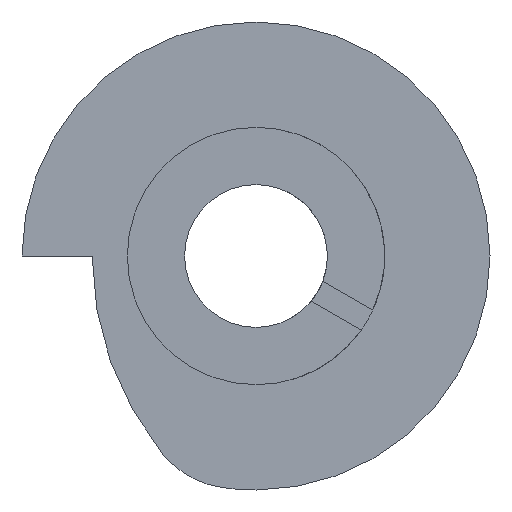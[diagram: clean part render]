
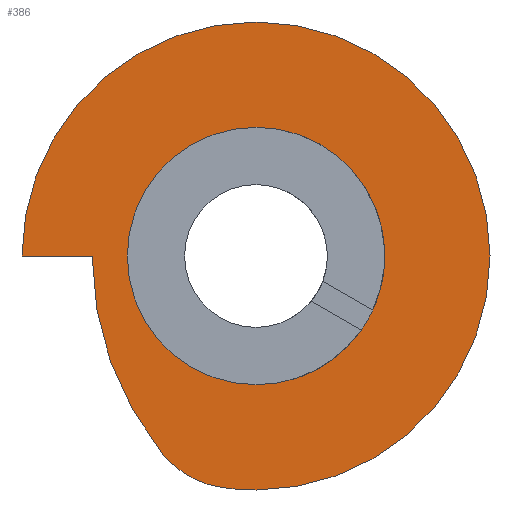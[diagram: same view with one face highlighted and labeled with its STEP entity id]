
A CAD part, left-side view. The second image highlights one B-rep face of the part: STEP entity #386.
In plain terms, the highlighted planar face has unit normal (-1, 0, 0).
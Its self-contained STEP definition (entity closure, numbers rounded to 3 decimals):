
#2 = CIRCLE ( 'NONE', #323, 5.5 ) ;
#12 = ORIENTED_EDGE ( 'NONE', *, *, #412, .F. ) ;
#23 = VERTEX_POINT ( 'NONE', #371 ) ;
#29 = VERTEX_POINT ( 'NONE', #490 ) ;
#42 = ORIENTED_EDGE ( 'NONE', *, *, #302, .F. ) ;
#43 = DIRECTION ( 'NONE',  ( 1., 0., 0. ) ) ;
#60 = DIRECTION ( 'NONE',  ( 0., 0., -1. ) ) ;
#62 = CARTESIAN_POINT ( 'NONE',  ( -3., 0., 0. ) ) ;
#66 = AXIS2_PLACEMENT_3D ( 'NONE', #140, #193, #60 ) ;
#75 = VERTEX_POINT ( 'NONE', #411 ) ;
#76 = AXIS2_PLACEMENT_3D ( 'NONE', #215, #387, #553 ) ;
#79 = VERTEX_POINT ( 'NONE', #373 ) ;
#83 = ORIENTED_EDGE ( 'NONE', *, *, #364, .T. ) ;
#87 = CARTESIAN_POINT ( 'NONE',  ( -3., 0., 0. ) ) ;
#96 = EDGE_LOOP ( 'NONE', ( #433, #42, #12, #222, #182, #451 ) ) ;
#112 = CIRCLE ( 'NONE', #300, 10. ) ;
#113 = DIRECTION ( 'NONE',  ( 0., 0., -1. ) ) ;
#123 = AXIS2_PLACEMENT_3D ( 'NONE', #355, #167, #135 ) ;
#135 = DIRECTION ( 'NONE',  ( 0., 0., -1. ) ) ;
#140 = CARTESIAN_POINT ( 'NONE',  ( -3., 0., 0. ) ) ;
#142 = FACE_BOUND ( 'NONE', #390, .T. ) ;
#143 = EDGE_CURVE ( 'NONE', #29, #75, #285, .T. ) ;
#146 = DIRECTION ( 'NONE',  ( 0., 0., -1. ) ) ;
#149 = DIRECTION ( 'NONE',  ( 1., 0., 0. ) ) ;
#156 = CARTESIAN_POINT ( 'NONE',  ( -3., 1.471, -9.891 ) ) ;
#157 = CIRCLE ( 'NONE', #123, 13.375 ) ;
#166 = AXIS2_PLACEMENT_3D ( 'NONE', #62, #189, #486 ) ;
#167 = DIRECTION ( 'NONE',  ( -1., 0., 0. ) ) ;
#182 = ORIENTED_EDGE ( 'NONE', *, *, #143, .T. ) ;
#189 = DIRECTION ( 'NONE',  ( 1., 0., 0. ) ) ;
#193 = DIRECTION ( 'NONE',  ( 1., 0., 0. ) ) ;
#210 = AXIS2_PLACEMENT_3D ( 'NONE', #464, #254, #113 ) ;
#212 = ORIENTED_EDGE ( 'NONE', *, *, #402, .T. ) ;
#215 = CARTESIAN_POINT ( 'NONE',  ( -3., 0., 0. ) ) ;
#222 = ORIENTED_EDGE ( 'NONE', *, *, #444, .F. ) ;
#225 = CIRCLE ( 'NONE', #76, 5.5 ) ;
#226 = VERTEX_POINT ( 'NONE', #156 ) ;
#229 = EDGE_CURVE ( 'NONE', #75, #517, #157, .T. ) ;
#248 = DIRECTION ( 'NONE',  ( 0., -1., 0. ) ) ;
#250 = CARTESIAN_POINT ( 'NONE',  ( -3., 3.979, -8.467 ) ) ;
#254 = DIRECTION ( 'NONE',  ( -1., 0., 0. ) ) ;
#276 = VECTOR ( 'NONE', #248, 1000. ) ;
#278 = FACE_OUTER_BOUND ( 'NONE', #96, .T. ) ;
#285 = LINE ( 'NONE', #547, #276 ) ;
#290 = CARTESIAN_POINT ( 'NONE',  ( -3., 0., -5.5 ) ) ;
#294 = AXIS2_PLACEMENT_3D ( 'NONE', #366, #318, #146 ) ;
#300 = AXIS2_PLACEMENT_3D ( 'NONE', #87, #43, #435 ) ;
#302 = EDGE_CURVE ( 'NONE', #79, #226, #112, .T. ) ;
#318 = DIRECTION ( 'NONE',  ( 1., 0., 0. ) ) ;
#323 = AXIS2_PLACEMENT_3D ( 'NONE', #452, #149, #326 ) ;
#326 = DIRECTION ( 'NONE',  ( 0., 0., -1. ) ) ;
#355 = CARTESIAN_POINT ( 'NONE',  ( -3., -6.375, 0. ) ) ;
#364 = EDGE_CURVE ( 'NONE', #515, #440, #225, .T. ) ;
#366 = CARTESIAN_POINT ( 'NONE',  ( -3., 0., 0. ) ) ;
#371 = CARTESIAN_POINT ( 'NONE',  ( -3., 0., 10. ) ) ;
#373 = CARTESIAN_POINT ( 'NONE',  ( -3., 0., -10. ) ) ;
#386 = ADVANCED_FACE ( 'NONE', ( #142, #278 ), #484, .F. ) ;
#387 = DIRECTION ( 'NONE',  ( 1., 0., 0. ) ) ;
#390 = EDGE_LOOP ( 'NONE', ( #83, #212 ) ) ;
#402 = EDGE_CURVE ( 'NONE', #440, #515, #2, .T. ) ;
#411 = CARTESIAN_POINT ( 'NONE',  ( -3., 7., 0. ) ) ;
#412 = EDGE_CURVE ( 'NONE', #23, #79, #479, .T. ) ;
#433 = ORIENTED_EDGE ( 'NONE', *, *, #556, .T. ) ;
#435 = DIRECTION ( 'NONE',  ( 0., 0., -1. ) ) ;
#440 = VERTEX_POINT ( 'NONE', #519 ) ;
#444 = EDGE_CURVE ( 'NONE', #29, #23, #530, .T. ) ;
#451 = ORIENTED_EDGE ( 'NONE', *, *, #229, .T. ) ;
#452 = CARTESIAN_POINT ( 'NONE',  ( -3., 0., 0. ) ) ;
#464 = CARTESIAN_POINT ( 'NONE',  ( -3., 0.882, -5.935 ) ) ;
#479 = CIRCLE ( 'NONE', #166, 10. ) ;
#484 = PLANE ( 'NONE',  #66 ) ;
#486 = DIRECTION ( 'NONE',  ( 0., 0., -1. ) ) ;
#490 = CARTESIAN_POINT ( 'NONE',  ( -3., 10., 0. ) ) ;
#515 = VERTEX_POINT ( 'NONE', #290 ) ;
#517 = VERTEX_POINT ( 'NONE', #250 ) ;
#519 = CARTESIAN_POINT ( 'NONE',  ( -3., 0., 5.5 ) ) ;
#528 = CIRCLE ( 'NONE', #210, 4. ) ;
#530 = CIRCLE ( 'NONE', #294, 10. ) ;
#547 = CARTESIAN_POINT ( 'NONE',  ( -3., 10., 0. ) ) ;
#553 = DIRECTION ( 'NONE',  ( 0., 0., -1. ) ) ;
#556 = EDGE_CURVE ( 'NONE', #517, #226, #528, .T. ) ;
